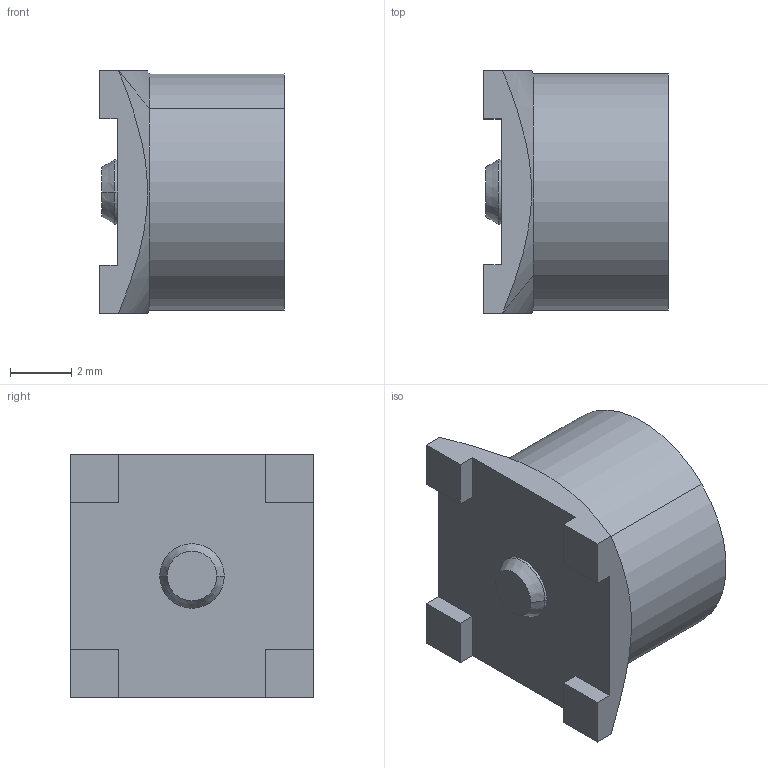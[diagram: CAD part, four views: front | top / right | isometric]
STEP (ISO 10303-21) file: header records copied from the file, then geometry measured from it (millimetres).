
FILE_DESCRIPTION((''),'2;1');
FILE_NAME('920-160J-51P_SW0001','2020-05-08T',('Krishnaprasath'),(''),'CREO PARAMETRIC BY PTC INC, 2018360','CREO PARAMETRIC BY PTC INC, 2018360','');
FILE_SCHEMA(('CONFIG_CONTROL_DESIGN'));
Length unit declared in the file: millimetre
Products named in the file (1): 920-160J-51P_SW0001
Bounding box: 6.03 x 7.92 x 7.92 mm (x, y, z)
Volume: 179.9 mm3; surface area: 377.8 mm2
Topology: 1 solids, 1 shells, 53 faces, 120 edges, 73 vertices
Faces by surface type: plane 23, cylinder 16, cone 14
Entity records: 1586 total; most frequent: CARTESIAN_POINT 344, DIRECTION 260, ORIENTED_EDGE 236, EDGE_CURVE 118, AXIS2_PLACEMENT_3D 93, VECTOR 74, LINE 74, VERTEX_POINT 73
